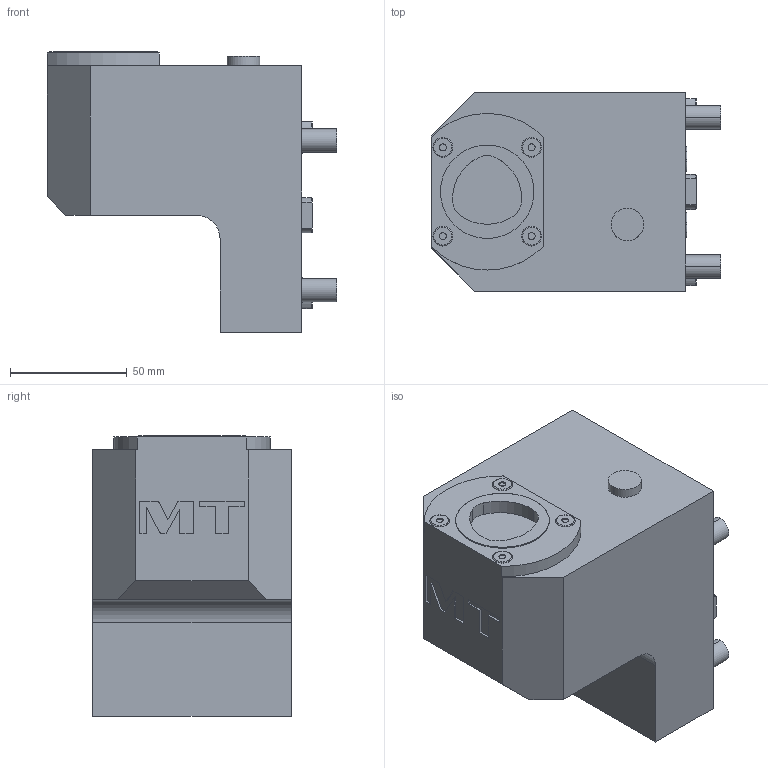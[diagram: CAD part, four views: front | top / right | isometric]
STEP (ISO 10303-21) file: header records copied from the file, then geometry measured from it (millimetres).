
FILE_DESCRIPTION((''),'2;1');
FILE_NAME('DWO3804010_CONF','2023-03-23T08:39:11',('smalpassi'),('M.T. srl'),'CREO PARAMETRIC BY PTC INC, 2021072','CREO PARAMETRIC BY PTC INC, 2021072','');
FILE_SCHEMA(('CONFIG_CONTROL_DESIGN'));
Length unit declared in the file: millimetre
Products named in the file (1): DWO3804010_CONF
Bounding box: 124 x 85 x 120 mm (x, y, z)
Volume: 740141.2 mm3; surface area: 57497.3 mm2
Topology: 1 solids, 1 shells, 132 faces, 313 edges, 206 vertices
Faces by surface type: plane 65, cylinder 45, torus 12, cone 8, extrusion 2
Entity records: 3908 total; most frequent: CARTESIAN_POINT 722, DIRECTION 681, ORIENTED_EDGE 626, EDGE_CURVE 313, AXIS2_PLACEMENT_3D 256, VERTEX_POINT 206, VECTOR 169, LINE 167
